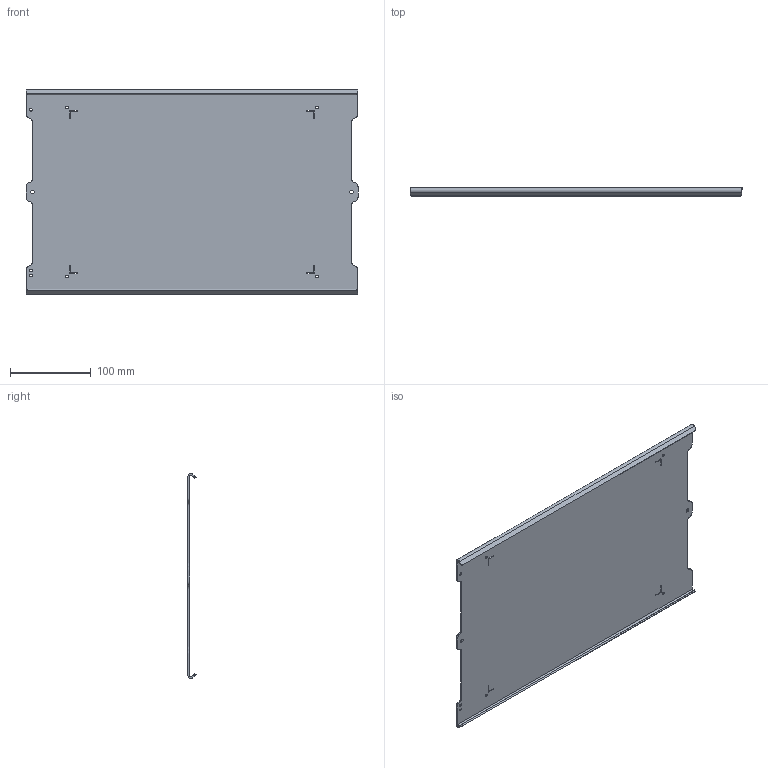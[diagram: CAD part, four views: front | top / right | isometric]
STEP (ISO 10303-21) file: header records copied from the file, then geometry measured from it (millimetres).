
FILE_DESCRIPTION (( 'STEP AP203' ), '1' );
FILE_NAME ('AXIS Platform.STEP', '2019-12-18T20:48:11', ( '' ), ( '' ), 'SwSTEP 2.0', 'SolidWorks 2018', '' );
FILE_SCHEMA (( 'CONFIG_CONTROL_DESIGN' ));
Length unit declared in the file: millimetre
Products named in the file (1): AXIS Platform
Bounding box: 410 x 9.9 x 253.09 mm (x, y, z)
Volume: 215104.8 mm3; surface area: 218381.1 mm2
Topology: 1 solids, 1 shells, 128 faces, 362 edges, 236 vertices
Faces by surface type: cylinder 70, plane 58
Entity records: 4307 total; most frequent: DIRECTION 760, CARTESIAN_POINT 727, ORIENTED_EDGE 724, EDGE_CURVE 362, AXIS2_PLACEMENT_3D 269, VERTEX_POINT 236, LINE 222, VECTOR 222
